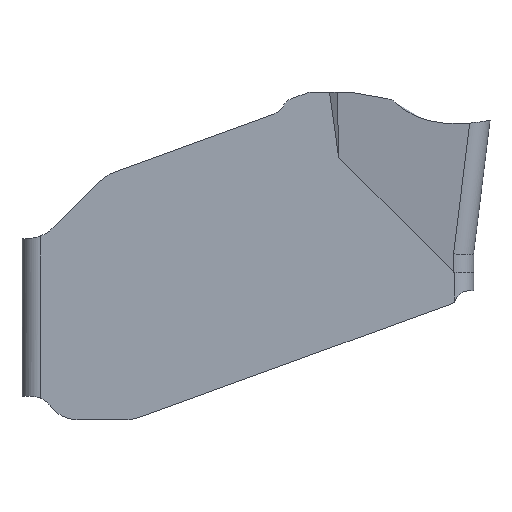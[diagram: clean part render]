
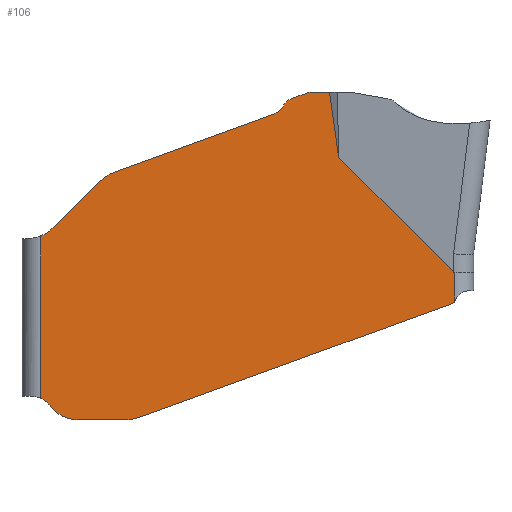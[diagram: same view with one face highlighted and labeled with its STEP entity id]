
A CAD part, left-side view. The second image highlights one B-rep face of the part: STEP entity #106.
In plain terms, the highlighted planar face has unit normal (-1, 0, 0).
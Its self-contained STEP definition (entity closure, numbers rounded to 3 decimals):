
#42=ELLIPSE('',#968,1.46,1.);
#43=ELLIPSE('',#971,5.72,0.4);
#44=ELLIPSE('',#976,1.32,1.);
#83=CIRCLE('',#966,0.5);
#84=CIRCLE('',#967,0.75);
#85=CIRCLE('',#969,1.);
#86=CIRCLE('',#970,0.1);
#87=CIRCLE('',#972,0.25);
#88=CIRCLE('',#973,0.25);
#89=CIRCLE('',#974,0.4);
#90=CIRCLE('',#975,1.);
#91=CIRCLE('',#977,0.8);
#106=ADVANCED_FACE('',(#172),#150,.F.);
#150=PLANE('',#978);
#172=FACE_OUTER_BOUND('',#218,.T.);
#218=EDGE_LOOP('',(#277,#278,#279,#280,#281,#282,#283,#284,#285,#286,#287,
#288,#289,#290,#291,#292,#293,#294,#295,#296,#297,#298,#299,#300,#301));
#277=ORIENTED_EDGE('',*,*,#627,.F.);
#278=ORIENTED_EDGE('',*,*,#628,.F.);
#279=ORIENTED_EDGE('',*,*,#629,.F.);
#280=ORIENTED_EDGE('',*,*,#630,.F.);
#281=ORIENTED_EDGE('',*,*,#631,.F.);
#282=ORIENTED_EDGE('',*,*,#632,.F.);
#283=ORIENTED_EDGE('',*,*,#633,.F.);
#284=ORIENTED_EDGE('',*,*,#634,.F.);
#285=ORIENTED_EDGE('',*,*,#635,.F.);
#286=ORIENTED_EDGE('',*,*,#636,.T.);
#287=ORIENTED_EDGE('',*,*,#637,.T.);
#288=ORIENTED_EDGE('',*,*,#638,.T.);
#289=ORIENTED_EDGE('',*,*,#639,.T.);
#290=ORIENTED_EDGE('',*,*,#640,.F.);
#291=ORIENTED_EDGE('',*,*,#641,.F.);
#292=ORIENTED_EDGE('',*,*,#642,.F.);
#293=ORIENTED_EDGE('',*,*,#643,.F.);
#294=ORIENTED_EDGE('',*,*,#644,.F.);
#295=ORIENTED_EDGE('',*,*,#645,.F.);
#296=ORIENTED_EDGE('',*,*,#646,.F.);
#297=ORIENTED_EDGE('',*,*,#647,.F.);
#298=ORIENTED_EDGE('',*,*,#648,.F.);
#299=ORIENTED_EDGE('',*,*,#649,.F.);
#300=ORIENTED_EDGE('',*,*,#650,.F.);
#301=ORIENTED_EDGE('',*,*,#619,.T.);
#530=VERTEX_POINT('',#1390);
#531=VERTEX_POINT('',#1392);
#537=VERTEX_POINT('',#1432);
#538=VERTEX_POINT('',#1434);
#539=VERTEX_POINT('',#1436);
#540=VERTEX_POINT('',#1438);
#541=VERTEX_POINT('',#1446);
#542=VERTEX_POINT('',#1448);
#543=VERTEX_POINT('',#1450);
#544=VERTEX_POINT('',#1452);
#545=VERTEX_POINT('',#1454);
#546=VERTEX_POINT('',#1456);
#547=VERTEX_POINT('',#1458);
#548=VERTEX_POINT('',#1460);
#549=VERTEX_POINT('',#1462);
#550=VERTEX_POINT('',#1464);
#551=VERTEX_POINT('',#1466);
#552=VERTEX_POINT('',#1468);
#553=VERTEX_POINT('',#1470);
#554=VERTEX_POINT('',#1472);
#555=VERTEX_POINT('',#1474);
#556=VERTEX_POINT('',#1476);
#557=VERTEX_POINT('',#1484);
#558=VERTEX_POINT('',#1486);
#559=VERTEX_POINT('',#1488);
#619=EDGE_CURVE('',#531,#530,#749,.T.);
#627=EDGE_CURVE('',#537,#530,#83,.T.);
#628=EDGE_CURVE('',#538,#537,#84,.T.);
#629=EDGE_CURVE('',#539,#538,#751,.T.);
#630=EDGE_CURVE('',#540,#539,#42,.T.);
#631=EDGE_CURVE('',#541,#540,#906,.T.);
#632=EDGE_CURVE('',#542,#541,#85,.T.);
#633=EDGE_CURVE('',#543,#542,#752,.T.);
#634=EDGE_CURVE('',#544,#543,#86,.T.);
#635=EDGE_CURVE('',#545,#544,#753,.T.);
#636=EDGE_CURVE('',#545,#546,#754,.T.);
#637=EDGE_CURVE('',#546,#547,#43,.T.);
#638=EDGE_CURVE('',#547,#548,#755,.T.);
#639=EDGE_CURVE('',#548,#549,#756,.T.);
#640=EDGE_CURVE('',#550,#549,#757,.T.);
#641=EDGE_CURVE('',#551,#550,#87,.T.);
#642=EDGE_CURVE('',#552,#551,#758,.T.);
#643=EDGE_CURVE('',#553,#552,#88,.T.);
#644=EDGE_CURVE('',#554,#553,#89,.T.);
#645=EDGE_CURVE('',#555,#554,#759,.T.);
#646=EDGE_CURVE('',#556,#555,#90,.T.);
#647=EDGE_CURVE('',#557,#556,#907,.T.);
#648=EDGE_CURVE('',#558,#557,#44,.T.);
#649=EDGE_CURVE('',#559,#558,#760,.T.);
#650=EDGE_CURVE('',#531,#559,#91,.T.);
#749=LINE('',#1391,#823);
#751=LINE('',#1435,#825);
#752=LINE('',#1449,#826);
#753=LINE('',#1453,#827);
#754=LINE('',#1455,#828);
#755=LINE('',#1459,#829);
#756=LINE('',#1461,#830);
#757=LINE('',#1463,#831);
#758=LINE('',#1467,#832);
#759=LINE('',#1473,#833);
#760=LINE('',#1487,#834);
#823=VECTOR('',#1056,1.);
#825=VECTOR('',#1072,1.);
#826=VECTOR('',#1077,1.);
#827=VECTOR('',#1080,1.);
#828=VECTOR('',#1081,1.);
#829=VECTOR('',#1084,1.);
#830=VECTOR('',#1085,1.);
#831=VECTOR('',#1086,1.);
#832=VECTOR('',#1089,1.);
#833=VECTOR('',#1094,1.);
#834=VECTOR('',#1099,1.);
#906=B_SPLINE_CURVE_WITH_KNOTS('',3,(#1439,#1440,#1441,#1442,#1443,#1444,
#1445),.UNSPECIFIED.,.F.,.F.,(4,3,4),(0.,0.31,1.),
 .UNSPECIFIED.);
#907=B_SPLINE_CURVE_WITH_KNOTS('',3,(#1477,#1478,#1479,#1480,#1481,#1482,
#1483),.UNSPECIFIED.,.F.,.F.,(4,3,4),(0.,0.212,1.),
 .UNSPECIFIED.);
#966=AXIS2_PLACEMENT_3D('',#1431,#1068,#1069);
#967=AXIS2_PLACEMENT_3D('',#1433,#1070,#1071);
#968=AXIS2_PLACEMENT_3D('',#1437,#1073,#1074);
#969=AXIS2_PLACEMENT_3D('',#1447,#1075,#1076);
#970=AXIS2_PLACEMENT_3D('',#1451,#1078,#1079);
#971=AXIS2_PLACEMENT_3D('',#1457,#1082,#1083);
#972=AXIS2_PLACEMENT_3D('',#1465,#1087,#1088);
#973=AXIS2_PLACEMENT_3D('',#1469,#1090,#1091);
#974=AXIS2_PLACEMENT_3D('',#1471,#1092,#1093);
#975=AXIS2_PLACEMENT_3D('',#1475,#1095,#1096);
#976=AXIS2_PLACEMENT_3D('',#1485,#1097,#1098);
#977=AXIS2_PLACEMENT_3D('',#1489,#1100,#1101);
#978=AXIS2_PLACEMENT_3D('',#1490,#1102,#1103);
#1056=DIRECTION('',(0.,0.,-1.));
#1068=DIRECTION('',(-1.,0.,0.));
#1069=DIRECTION('',(0.,0.,-1.));
#1070=DIRECTION('',(1.,0.,0.));
#1071=DIRECTION('',(0.,0.,-1.));
#1072=DIRECTION('',(0.,1.,0.));
#1073=DIRECTION('',(1.,0.,0.));
#1074=DIRECTION('',(0.,-1.,0.));
#1075=DIRECTION('',(1.,0.,0.));
#1076=DIRECTION('',(0.,0.,-1.));
#1077=DIRECTION('',(0.,0.94,-0.342));
#1078=DIRECTION('',(1.,0.,0.));
#1079=DIRECTION('',(0.,0.,-1.));
#1080=DIRECTION('',(0.,0.5,-0.866));
#1081=DIRECTION('',(0.,0.,1.));
#1082=DIRECTION('',(1.,0.,0.));
#1083=DIRECTION('',(0.,0.,1.));
#1084=DIRECTION('',(0.,0.708,0.706));
#1085=DIRECTION('',(0.,0.139,0.99));
#1086=DIRECTION('',(0.,-1.,0.));
#1087=DIRECTION('',(1.,0.,0.));
#1088=DIRECTION('',(0.,0.,-1.));
#1089=DIRECTION('',(0.,-0.94,0.342));
#1090=DIRECTION('',(1.,0.,0.));
#1091=DIRECTION('',(0.,0.,-1.));
#1092=DIRECTION('',(-1.,0.,0.));
#1093=DIRECTION('',(0.,0.,-1.));
#1094=DIRECTION('',(0.,-0.94,0.342));
#1095=DIRECTION('',(1.,0.,0.));
#1096=DIRECTION('',(0.,0.,-1.));
#1097=DIRECTION('',(1.,0.,0.));
#1098=DIRECTION('',(0.,0.707,-0.707));
#1099=DIRECTION('',(0.,-0.707,0.707));
#1100=DIRECTION('',(-1.,0.,0.));
#1101=DIRECTION('',(0.,0.,-1.));
#1102=DIRECTION('',(1.,0.,0.));
#1103=DIRECTION('',(0.,0.,-1.));
#1390=CARTESIAN_POINT('',(-1.25,4.6,-5.942));
#1391=CARTESIAN_POINT('',(-1.25,4.6,-7.9));
#1392=CARTESIAN_POINT('',(-1.25,4.6,-2.472));
#1431=CARTESIAN_POINT('',(-1.25,4.8,-6.4));
#1432=CARTESIAN_POINT('',(-1.25,4.4,-6.1));
#1433=CARTESIAN_POINT('',(-1.25,3.8,-5.65));
#1434=CARTESIAN_POINT('',(-1.25,3.8,-6.4));
#1435=CARTESIAN_POINT('',(-1.25,0.,-6.4));
#1436=CARTESIAN_POINT('',(-1.25,2.835,-6.4));
#1437=CARTESIAN_POINT('',(-1.25,2.835,-5.4));
#1438=CARTESIAN_POINT('',(-1.25,2.755,-6.398));
#1439=CARTESIAN_POINT('',(-1.25,2.736,-6.397));
#1440=CARTESIAN_POINT('',(-1.25,2.738,-6.398));
#1441=CARTESIAN_POINT('',(-1.25,2.74,-6.398));
#1442=CARTESIAN_POINT('',(-1.25,2.742,-6.398));
#1443=CARTESIAN_POINT('',(-1.25,2.746,-6.398));
#1444=CARTESIAN_POINT('',(-1.25,2.75,-6.398));
#1445=CARTESIAN_POINT('',(-1.25,2.755,-6.398));
#1446=CARTESIAN_POINT('',(-1.25,2.736,-6.397));
#1447=CARTESIAN_POINT('',(-1.25,2.807,-5.4));
#1448=CARTESIAN_POINT('',(-1.25,2.465,-6.34));
#1449=CARTESIAN_POINT('',(-1.25,-1.749,-4.806));
#1450=CARTESIAN_POINT('',(-1.25,-4.192,-3.917));
#1451=CARTESIAN_POINT('',(-1.25,-4.158,-3.823));
#1452=CARTESIAN_POINT('',(-1.25,-4.245,-3.873));
#1453=CARTESIAN_POINT('',(-1.25,-4.86,-2.806));
#1454=CARTESIAN_POINT('',(-1.25,-4.25,-3.863));
#1455=CARTESIAN_POINT('',(-1.25,-4.25,-3.667));
#1456=CARTESIAN_POINT('',(-1.25,-4.25,-3.254));
#1457=CARTESIAN_POINT('',(-1.25,-4.25,2.467));
#1458=CARTESIAN_POINT('',(-1.25,-4.222,-3.24));
#1459=CARTESIAN_POINT('',(-1.25,-3.874,-2.892));
#1460=CARTESIAN_POINT('',(-1.25,-1.767,-0.79));
#1461=CARTESIAN_POINT('',(-1.25,-1.624,0.227));
#1462=CARTESIAN_POINT('',(-1.25,-1.572,0.6));
#1463=CARTESIAN_POINT('',(-1.25,0.,0.6));
#1464=CARTESIAN_POINT('',(-1.25,-1.184,0.6));
#1465=CARTESIAN_POINT('',(-1.25,-1.184,0.35));
#1466=CARTESIAN_POINT('',(-1.25,-1.098,0.585));
#1467=CARTESIAN_POINT('',(-1.25,0.06,0.164));
#1468=CARTESIAN_POINT('',(-1.25,-0.737,0.453));
#1469=CARTESIAN_POINT('',(-1.25,-0.822,0.218));
#1470=CARTESIAN_POINT('',(-1.25,-0.598,0.329));
#1471=CARTESIAN_POINT('',(-1.25,-0.24,0.506));
#1472=CARTESIAN_POINT('',(-1.25,-0.376,0.131));
#1473=CARTESIAN_POINT('',(-1.25,-0.002,-0.006));
#1474=CARTESIAN_POINT('',(-1.25,3.007,-1.101));
#1475=CARTESIAN_POINT('',(-1.25,2.665,-2.041));
#1476=CARTESIAN_POINT('',(-1.25,3.311,-1.277));
#1477=CARTESIAN_POINT('',(-1.25,3.327,-1.291));
#1478=CARTESIAN_POINT('',(-1.25,3.326,-1.29));
#1479=CARTESIAN_POINT('',(-1.25,3.325,-1.289));
#1480=CARTESIAN_POINT('',(-1.25,3.324,-1.288));
#1481=CARTESIAN_POINT('',(-1.25,3.319,-1.284));
#1482=CARTESIAN_POINT('',(-1.25,3.315,-1.281));
#1483=CARTESIAN_POINT('',(-1.25,3.311,-1.277));
#1484=CARTESIAN_POINT('',(-1.25,3.327,-1.291));
#1485=CARTESIAN_POINT('',(-1.25,2.681,-2.057));
#1486=CARTESIAN_POINT('',(-1.25,3.388,-1.349));
#1487=CARTESIAN_POINT('',(-1.25,1.019,1.019));
#1488=CARTESIAN_POINT('',(-1.25,4.334,-2.296));
#1489=CARTESIAN_POINT('',(-1.25,4.9,-1.73));
#1490=CARTESIAN_POINT('',(-1.25,0.,0.));
